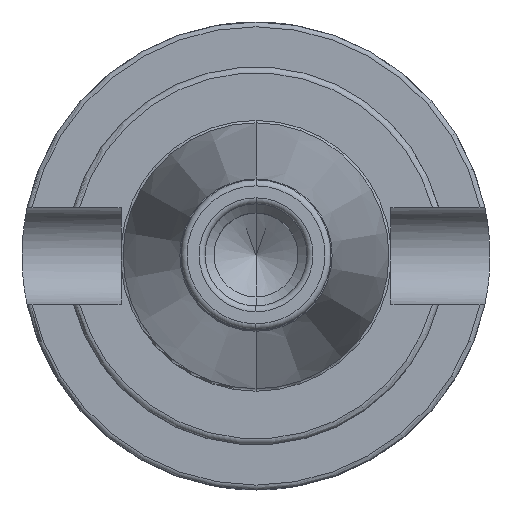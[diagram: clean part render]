
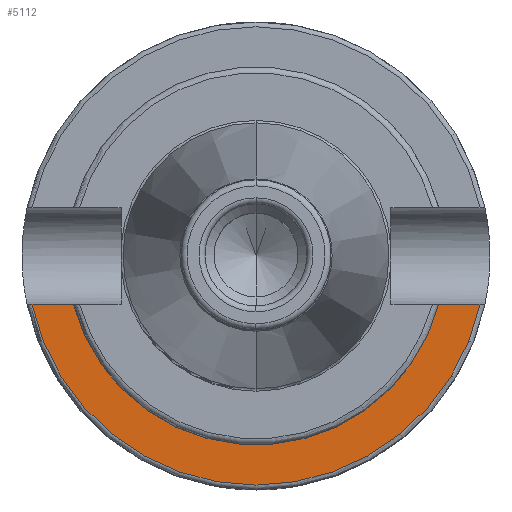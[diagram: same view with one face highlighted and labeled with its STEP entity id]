
A CAD part, top view. The second image highlights one B-rep face of the part: STEP entity #5112.
In plain terms, the highlighted planar face has unit normal (0, 0, 1).
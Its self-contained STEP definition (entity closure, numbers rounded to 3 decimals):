
#1410=CARTESIAN_POINT('',(0,0,-2));
#1411=DIRECTION('',(0,0,-1));
#1412=DIRECTION('',(0.965,-0.264,0));
#1413=AXIS2_PLACEMENT_3D('',#1410,#1411,#1412);
#1423=DIRECTION('',(1,0,0));
#1424=VECTOR('',#1423,7.924);
#1425=CARTESIAN_POINT('',(-37.342,-8.05,-2));
#1426=LINE('',#1425,#1424);
#1427=DIRECTION('',(-1,0,0));
#1428=VECTOR('',#1427,7.924);
#1429=CARTESIAN_POINT('',(37.342,-8.05,-2));
#1430=LINE('',#1429,#1428);
#1469=CARTESIAN_POINT('',(0,0,-2));
#1470=DIRECTION('',(0,0,1));
#1471=DIRECTION('',(-0.978,-0.211,0));
#1472=AXIS2_PLACEMENT_3D('',#1469,#1470,#1471);
#3334=CARTESIAN_POINT('',(29.418,-8.05,-2));
#3336=VERTEX_POINT('',#3334);
#3345=CARTESIAN_POINT('',(37.342,-8.05,-2));
#3346=VERTEX_POINT('',#3345);
#3354=CARTESIAN_POINT('',(-29.418,-8.05,-2));
#3356=VERTEX_POINT('',#3354);
#3359=CARTESIAN_POINT('',(-37.342,-8.05,-2));
#3360=VERTEX_POINT('',#3359);
#5099=CARTESIAN_POINT('',(0,0,-2));
#5100=DIRECTION('',(0,0,-1));
#5101=DIRECTION('',(0,-1,0));
#5102=AXIS2_PLACEMENT_3D('',#5099,#5100,#5101);
#5103=PLANE('',#5102);
#5104=ORIENTED_EDGE('',*,*,#4814,.T.);
#5105=ORIENTED_EDGE('',*,*,#5081,.F.);
#5107=ORIENTED_EDGE('',*,*,#5106,.F.);
#5109=ORIENTED_EDGE('',*,*,#5108,.F.);
#5110=EDGE_LOOP('',(#5104,#5105,#5107,#5109));
#5111=FACE_OUTER_BOUND('',#5110,.F.);
#5112=ADVANCED_FACE('',(#5111),#5103,.F.);
#1414=CIRCLE('',#1413,30.5);
#1473=CIRCLE('',#1472,38.2);
#4814=EDGE_CURVE('',#3360,#3356,#1426,.T.);
#5081=EDGE_CURVE('',#3336,#3356,#1414,.T.);
#5106=EDGE_CURVE('',#3346,#3336,#1430,.T.);
#5108=EDGE_CURVE('',#3360,#3346,#1473,.T.);
